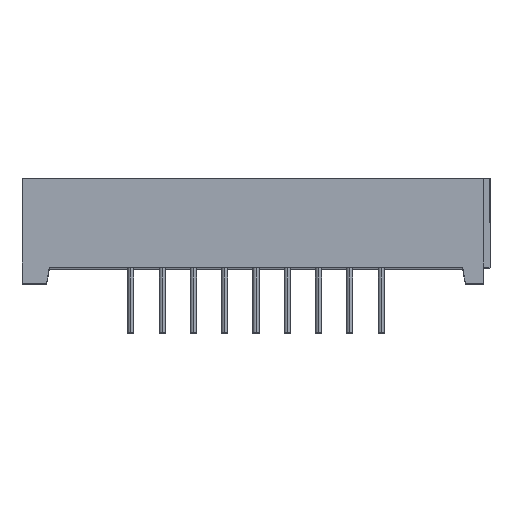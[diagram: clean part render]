
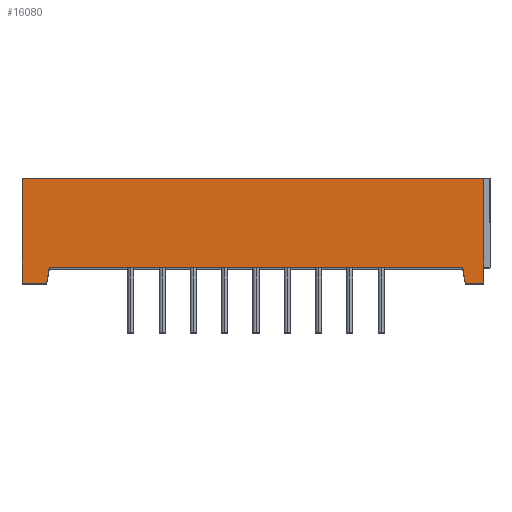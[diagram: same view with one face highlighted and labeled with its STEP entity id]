
A CAD part, top view. The second image highlights one B-rep face of the part: STEP entity #16080.
In plain terms, the highlighted planar face has unit normal (0, 0, 1).
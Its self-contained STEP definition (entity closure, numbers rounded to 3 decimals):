
#12 = EDGE_CURVE ( 'NONE', #25150, #24, #20620, .T. ) ;
#24 = VERTEX_POINT ( 'NONE', #20641 ) ;
#15483 = CARTESIAN_POINT ( 'NONE',  ( 18.5, -4.25, 30.4 ) ) ;
#15714 = VERTEX_POINT ( 'NONE', #21311 ) ;
#15716 = EDGE_CURVE ( 'NONE', #15714, #15717, #21371, .T. ) ;
#15717 = VERTEX_POINT ( 'NONE', #21367 ) ;
#15961 = VERTEX_POINT ( 'NONE', #21732 ) ;
#15963 = EDGE_CURVE ( 'NONE', #24, #15961, #21731, .T. ) ;
#16056 = ORIENTED_EDGE ( 'NONE', *, *, #15963, .T. ) ;
#16057 = ORIENTED_EDGE ( 'NONE', *, *, #16058, .F. ) ;
#16058 = EDGE_CURVE ( 'NONE', #16059, #15961, #21917, .T. ) ;
#16059 = VERTEX_POINT ( 'NONE', #21913 ) ;
#16060 = ORIENTED_EDGE ( 'NONE', *, *, #16061, .F. ) ;
#16061 = EDGE_CURVE ( 'NONE', #16062, #16059, #21912, .T. ) ;
#16062 = VERTEX_POINT ( 'NONE', #21908 ) ;
#16063 = ORIENTED_EDGE ( 'NONE', *, *, #16064, .F. ) ;
#16064 = EDGE_CURVE ( 'NONE', #15717, #16062, #21967, .T. ) ;
#16065 = ORIENTED_EDGE ( 'NONE', *, *, #15716, .F. ) ;
#16066 = ORIENTED_EDGE ( 'NONE', *, *, #16067, .F. ) ;
#16067 = EDGE_CURVE ( 'NONE', #16071, #15714, #21962, .T. ) ;
#16070 = EDGE_CURVE ( 'NONE', #25150, #16071, #22000, .T. ) ;
#16071 = VERTEX_POINT ( 'NONE', #21996 ) ;
#16080 = ADVANCED_FACE ( 'NONE', ( #21980 ), #22026, .T. ) ;
#16081 = EDGE_LOOP ( 'NONE', ( #16082, #16083, #16056, #16057, #16060, #16063, #16065, #16066 ) ) ;
#16082 = ORIENTED_EDGE ( 'NONE', *, *, #16070, .F. ) ;
#16083 = ORIENTED_EDGE ( 'NONE', *, *, #12, .T. ) ;
#20617 = DIRECTION ( 'NONE',  ( 0., 1., 0. ) ) ;
#20618 = VECTOR ( 'NONE', #20617, 1000. ) ;
#20619 = CARTESIAN_POINT ( 'NONE',  ( 18.5, -8.25, 30.4 ) ) ;
#20620 = LINE ( 'NONE', #20619, #20618 ) ;
#20641 = CARTESIAN_POINT ( 'NONE',  ( 18.5, 4.25, 30.4 ) ) ;
#21311 = CARTESIAN_POINT ( 'NONE',  ( 16.78, -3., 30.4 ) ) ;
#21367 = CARTESIAN_POINT ( 'NONE',  ( -16.78, -3., 30.4 ) ) ;
#21368 = DIRECTION ( 'NONE',  ( -1., 0., 0. ) ) ;
#21369 = VECTOR ( 'NONE', #21368, 1000. ) ;
#21370 = CARTESIAN_POINT ( 'NONE',  ( -30.429, -3., 30.4 ) ) ;
#21371 = LINE ( 'NONE', #21370, #21369 ) ;
#21729 = VECTOR ( 'NONE', #21789, 1000. ) ;
#21730 = CARTESIAN_POINT ( 'NONE',  ( 19., 4.25, 30.4 ) ) ;
#21731 = LINE ( 'NONE', #21730, #21729 ) ;
#21732 = CARTESIAN_POINT ( 'NONE',  ( -19., 4.25, 30.4 ) ) ;
#21789 = DIRECTION ( 'NONE',  ( -1., 0., 0. ) ) ;
#21908 = CARTESIAN_POINT ( 'NONE',  ( -17., -4.25, 30.4 ) ) ;
#21909 = DIRECTION ( 'NONE',  ( -1., 0., 0. ) ) ;
#21910 = VECTOR ( 'NONE', #21909, 1000. ) ;
#21911 = CARTESIAN_POINT ( 'NONE',  ( 19., -4.25, 30.4 ) ) ;
#21912 = LINE ( 'NONE', #21911, #21910 ) ;
#21913 = CARTESIAN_POINT ( 'NONE',  ( -19., -4.25, 30.4 ) ) ;
#21914 = DIRECTION ( 'NONE',  ( 0., 1., 0. ) ) ;
#21915 = VECTOR ( 'NONE', #21914, 1000. ) ;
#21916 = CARTESIAN_POINT ( 'NONE',  ( -19., -47.893, 30.4 ) ) ;
#21917 = LINE ( 'NONE', #21916, #21915 ) ;
#21959 = DIRECTION ( 'NONE',  ( -0.174, 0.985, 0. ) ) ;
#21960 = VECTOR ( 'NONE', #21959, 1000. ) ;
#21961 = CARTESIAN_POINT ( 'NONE',  ( 14.843, 7.983, 30.4 ) ) ;
#21962 = LINE ( 'NONE', #21961, #21960 ) ;
#21964 = DIRECTION ( 'NONE',  ( -0.174, -0.985, 0. ) ) ;
#21965 = VECTOR ( 'NONE', #21964, 1000. ) ;
#21966 = CARTESIAN_POINT ( 'NONE',  ( -16.678, -2.425, 30.4 ) ) ;
#21967 = LINE ( 'NONE', #21966, #21965 ) ;
#21980 = FACE_OUTER_BOUND ( 'NONE', #16081, .T. ) ;
#21996 = CARTESIAN_POINT ( 'NONE',  ( 17., -4.25, 30.4 ) ) ;
#21997 = DIRECTION ( 'NONE',  ( -1., 0., 0. ) ) ;
#21998 = VECTOR ( 'NONE', #21997, 1000. ) ;
#21999 = CARTESIAN_POINT ( 'NONE',  ( 19., -4.25, 30.4 ) ) ;
#22000 = LINE ( 'NONE', #21999, #21998 ) ;
#22021 = DIRECTION ( 'NONE',  ( 1., 0., 0. ) ) ;
#22022 = DIRECTION ( 'NONE',  ( 0., 0., 1. ) ) ;
#22023 = CARTESIAN_POINT ( 'NONE',  ( 19., -47.893, 30.4 ) ) ;
#22024 = AXIS2_PLACEMENT_3D ( 'NONE', #22023, #22022, #22021 ) ;
#22026 = PLANE ( 'NONE',  #22024 ) ;
#25150 = VERTEX_POINT ( 'NONE', #15483 ) ;
